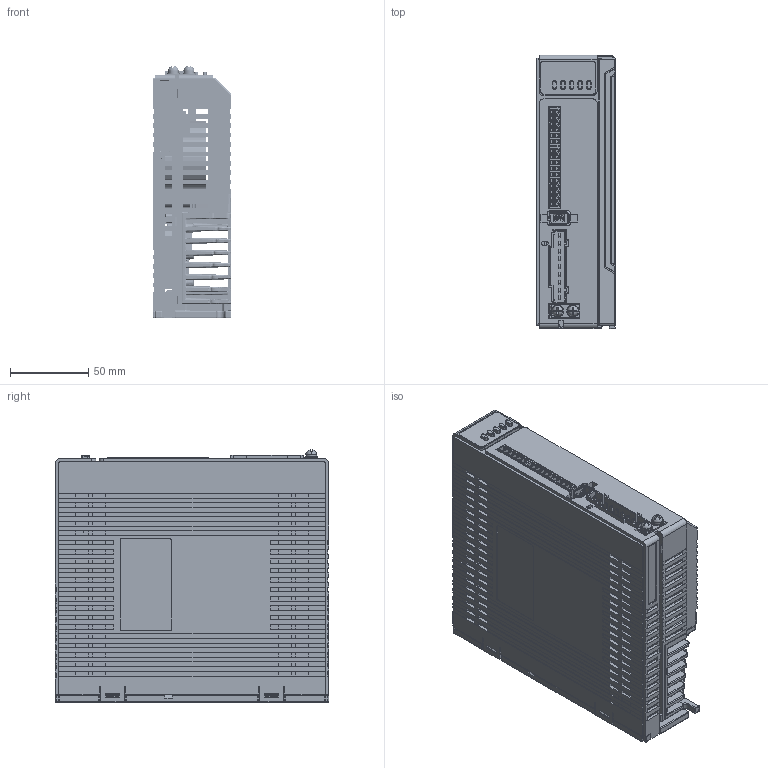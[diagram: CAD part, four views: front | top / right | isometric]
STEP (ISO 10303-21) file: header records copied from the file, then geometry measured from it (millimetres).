
FILE_DESCRIPTION((''),'2;1');
FILE_NAME('1','2022-01-07T17:32:29',('chensf'),(''),'CREO PARAMETRIC BY PTC INC, 2019010','CREO PARAMETRIC BY PTC INC, 2019010','');
FILE_SCHEMA(('CONFIG_CONTROL_DESIGN'));
Products named in the file (1): 1
Bounding box: 50 x 175 x 161.49 mm (x, y, z)
Volume: 424149.6 mm3; surface area: 326574.3 mm2
Topology: 3 solids, 4 shells, 6904 faces, 18715 edges, 11461 vertices
Faces by surface type: plane 4010, cylinder 1589, bspline 597, sphere 326, torus 262, cone 88, extrusion 32
Entity records: 238487 total; most frequent: CARTESIAN_POINT 70070, ORIENTED_EDGE 36782, DIRECTION 32426, EDGE_CURVE 18391, VECTOR 13116, LINE 13084, VERTEX_POINT 11461, AXIS2_PLACEMENT_3D 9655
